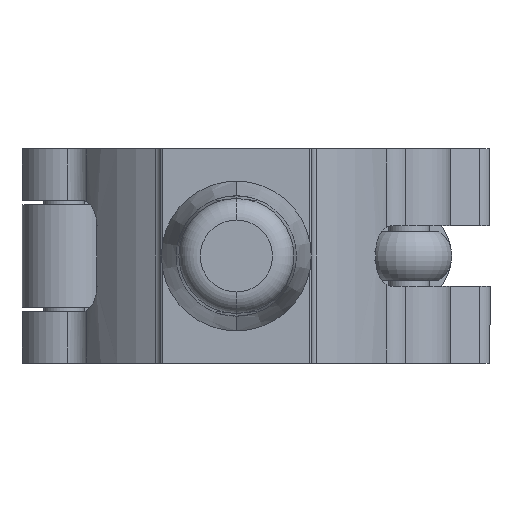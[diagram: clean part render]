
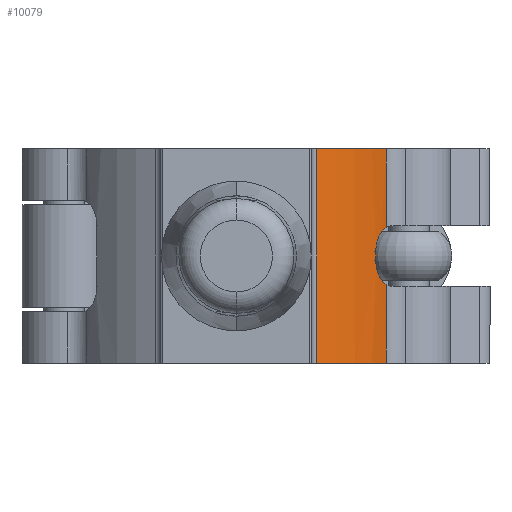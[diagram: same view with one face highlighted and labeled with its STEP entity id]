
A CAD part, front view. The second image highlights one B-rep face of the part: STEP entity #10079.
In plain terms, the highlighted cylindrical face has radius 41.599 mm (diameter 83.199 mm), a partial arc.
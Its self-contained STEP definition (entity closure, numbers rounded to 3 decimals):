
#248 = VECTOR ( 'NONE', #3712, 1000. ) ;
#261 = VERTEX_POINT ( 'NONE', #12549 ) ;
#308 = CIRCLE ( 'NONE', #1910, 41.599 ) ;
#483 = VERTEX_POINT ( 'NONE', #1663 ) ;
#509 = CARTESIAN_POINT ( 'NONE',  ( -18.726, 12.453, 24.95 ) ) ;
#519 = VERTEX_POINT ( 'NONE', #13065 ) ;
#806 = CARTESIAN_POINT ( 'NONE',  ( -34.873, 26.92, 6.661 ) ) ;
#825 = DIRECTION ( 'NONE',  ( -1., 0., 0. ) ) ;
#830 = CARTESIAN_POINT ( 'NONE',  ( -32.731, 23.925, -3.123 ) ) ;
#854 = CARTESIAN_POINT ( 'NONE',  ( -32.509, 23.644, 1.623 ) ) ;
#870 = CARTESIAN_POINT ( 'NONE',  ( -32.975, 24.238, -3.963 ) ) ;
#911 = CARTESIAN_POINT ( 'NONE',  ( -32.554, 23.7, -2.234 ) ) ;
#927 = LINE ( 'NONE', #3996, #3695 ) ;
#1078 = CYLINDRICAL_SURFACE ( 'NONE', #2652, 41.599 ) ;
#1172 = CARTESIAN_POINT ( 'NONE',  ( -34.873, 26.92, 24.95 ) ) ;
#1320 = CARTESIAN_POINT ( 'NONE',  ( 0., 49.599, 24.95 ) ) ;
#1366 = DIRECTION ( 'NONE',  ( -1., 0., 0. ) ) ;
#1663 = CARTESIAN_POINT ( 'NONE',  ( -32.494, 23.625, -1. ) ) ;
#1863 = CARTESIAN_POINT ( 'NONE',  ( -33.076, 24.37, 4.236 ) ) ;
#1910 = AXIS2_PLACEMENT_3D ( 'NONE', #8717, #5649, #12847 ) ;
#2013 = ORIENTED_EDGE ( 'NONE', *, *, #9741, .T. ) ;
#2216 = LINE ( 'NONE', #4703, #248 ) ;
#2642 = EDGE_CURVE ( 'NONE', #261, #519, #12440, .T. ) ;
#2652 = AXIS2_PLACEMENT_3D ( 'NONE', #1320, #3356, #1366 ) ;
#2894 = CARTESIAN_POINT ( 'NONE',  ( -32.615, 23.777, 2.542 ) ) ;
#3002 = CARTESIAN_POINT ( 'NONE',  ( -34.873, 26.92, -6.661 ) ) ;
#3054 = CARTESIAN_POINT ( 'NONE',  ( -33.412, 24.816, -4.971 ) ) ;
#3356 = DIRECTION ( 'NONE',  ( 0., 0., -1. ) ) ;
#3695 = VECTOR ( 'NONE', #13350, 1000. ) ;
#3712 = DIRECTION ( 'NONE',  ( 0., 0., -1. ) ) ;
#3831 = FACE_OUTER_BOUND ( 'NONE', #7828, .T. ) ;
#3996 = CARTESIAN_POINT ( 'NONE',  ( -18.726, 12.453, 24.95 ) ) ;
#4061 = EDGE_CURVE ( 'NONE', #13107, #12533, #927, .T. ) ;
#4478 = DIRECTION ( 'NONE',  ( 0., 0., 1. ) ) ;
#4703 = CARTESIAN_POINT ( 'NONE',  ( -34.873, 26.92, 24.95 ) ) ;
#4992 = CARTESIAN_POINT ( 'NONE',  ( -34.712, 26.672, -6.56 ) ) ;
#5016 = CARTESIAN_POINT ( 'NONE',  ( -32.57, 23.72, 2.237 ) ) ;
#5126 = CARTESIAN_POINT ( 'NONE',  ( -33.072, 24.365, -4.227 ) ) ;
#5302 = VERTEX_POINT ( 'NONE', #11865 ) ;
#5321 = DIRECTION ( 'NONE',  ( 0., 0., -1. ) ) ;
#5511 = VECTOR ( 'NONE', #5321, 1000. ) ;
#5649 = DIRECTION ( 'NONE',  ( 0., 0., 1. ) ) ;
#5658 = CIRCLE ( 'NONE', #7270, 41.599 ) ;
#5848 = CARTESIAN_POINT ( 'NONE',  ( -34.873, 26.92, -24.95 ) ) ;
#5855 = CARTESIAN_POINT ( 'NONE',  ( -32.494, 23.625, 1. ) ) ;
#5896 = CARTESIAN_POINT ( 'NONE',  ( -33.809, 25.36, 5.618 ) ) ;
#5917 = CARTESIAN_POINT ( 'NONE',  ( 0., 49.599, -24.95 ) ) ;
#5968 = DIRECTION ( 'NONE',  ( 0., 0., 1. ) ) ;
#6103 = CARTESIAN_POINT ( 'NONE',  ( -33.805, 25.355, -5.612 ) ) ;
#6692 = CARTESIAN_POINT ( 'NONE',  ( -34.873, 26.92, 24.95 ) ) ;
#7001 = CARTESIAN_POINT ( 'NONE',  ( -34.243, 25.973, 6.172 ) ) ;
#7042 = CARTESIAN_POINT ( 'NONE',  ( -34.551, 26.424, 6.458 ) ) ;
#7062 = CARTESIAN_POINT ( 'NONE',  ( -34.554, 26.434, -6.437 ) ) ;
#7159 = CARTESIAN_POINT ( 'NONE',  ( -34.092, 25.761, -5.981 ) ) ;
#7183 = CARTESIAN_POINT ( 'NONE',  ( -18.726, 12.453, -24.95 ) ) ;
#7225 = ORIENTED_EDGE ( 'NONE', *, *, #11950, .T. ) ;
#7270 = AXIS2_PLACEMENT_3D ( 'NONE', #5917, #5968, #825 ) ;
#7331 = EDGE_CURVE ( 'NONE', #5302, #8372, #7962, .T. ) ;
#7385 = LINE ( 'NONE', #12732, #9988 ) ;
#7480 = ORIENTED_EDGE ( 'NONE', *, *, #10663, .T. ) ;
#7561 = B_SPLINE_CURVE_WITH_KNOTS ( 'NONE', 3,
 ( #11510, #12553, #911, #830, #13348, #870, #5126, #9133, #3054, #8215, #6103, #7159, #9086, #7062, #4992, #3002 ),
 .UNSPECIFIED., .F., .F.,
 ( 4, 2, 2, 2, 2, 2, 2, 4 ),
 ( 0., 0.002, 0.003, 0.004, 0.005, 0.006, 0.006, 0.007 ),
 .UNSPECIFIED. ) ;
#7828 = EDGE_LOOP ( 'NONE', ( #12100, #2013, #12716, #7225, #12260, #12889, #7480, #8929 ) ) ;
#7962 = LINE ( 'NONE', #1172, #5511 ) ;
#8056 = CARTESIAN_POINT ( 'NONE',  ( -33.295, 24.659, 4.739 ) ) ;
#8215 = CARTESIAN_POINT ( 'NONE',  ( -33.669, 25.166, -5.41 ) ) ;
#8372 = VERTEX_POINT ( 'NONE', #5848 ) ;
#8717 = CARTESIAN_POINT ( 'NONE',  ( 0., 49.599, 24.95 ) ) ;
#8929 = ORIENTED_EDGE ( 'NONE', *, *, #2642, .T. ) ;
#8979 = CARTESIAN_POINT ( 'NONE',  ( -33.414, 24.819, 4.974 ) ) ;
#9018 = CARTESIAN_POINT ( 'NONE',  ( -32.733, 23.927, 3.131 ) ) ;
#9086 = CARTESIAN_POINT ( 'NONE',  ( -34.245, 25.979, -6.148 ) ) ;
#9112 = CARTESIAN_POINT ( 'NONE',  ( -32.806, 24.019, 3.416 ) ) ;
#9133 = CARTESIAN_POINT ( 'NONE',  ( -33.291, 24.654, -4.731 ) ) ;
#9145 = VERTEX_POINT ( 'NONE', #6692 ) ;
#9741 = EDGE_CURVE ( 'NONE', #483, #5302, #7561, .T. ) ;
#9988 = VECTOR ( 'NONE', #4478, 1000. ) ;
#10054 = CARTESIAN_POINT ( 'NONE',  ( -32.976, 24.24, 3.967 ) ) ;
#10079 = ADVANCED_FACE ( 'NONE', ( #3831 ), #1078, .T. ) ;
#10663 = EDGE_CURVE ( 'NONE', #9145, #261, #2216, .T. ) ;
#10680 = EDGE_CURVE ( 'NONE', #483, #519, #7385, .T. ) ;
#11202 = CARTESIAN_POINT ( 'NONE',  ( -32.494, 23.625, 1.313 ) ) ;
#11510 = CARTESIAN_POINT ( 'NONE',  ( -32.494, 23.625, -1. ) ) ;
#11865 = CARTESIAN_POINT ( 'NONE',  ( -34.873, 26.92, -6.661 ) ) ;
#11950 = EDGE_CURVE ( 'NONE', #8372, #12533, #5658, .T. ) ;
#12100 = ORIENTED_EDGE ( 'NONE', *, *, #10680, .F. ) ;
#12260 = ORIENTED_EDGE ( 'NONE', *, *, #4061, .F. ) ;
#12276 = EDGE_CURVE ( 'NONE', #9145, #13107, #308, .T. ) ;
#12440 = B_SPLINE_CURVE_WITH_KNOTS ( 'NONE', 3,
 ( #806, #7042, #7001, #5896, #13190, #8979, #8056, #1863, #10054, #9112, #9018, #2894, #5016, #854, #11202, #5855 ),
 .UNSPECIFIED., .F., .F.,
 ( 4, 2, 2, 2, 2, 2, 2, 4 ),
 ( 0., 0.002, 0.003, 0.004, 0.005, 0.006, 0.006, 0.007 ),
 .UNSPECIFIED. ) ;
#12533 = VERTEX_POINT ( 'NONE', #7183 ) ;
#12549 = CARTESIAN_POINT ( 'NONE',  ( -34.873, 26.92, 6.661 ) ) ;
#12553 = CARTESIAN_POINT ( 'NONE',  ( -32.494, 23.625, -1.625 ) ) ;
#12716 = ORIENTED_EDGE ( 'NONE', *, *, #7331, .T. ) ;
#12732 = CARTESIAN_POINT ( 'NONE',  ( -32.494, 23.625, -7. ) ) ;
#12847 = DIRECTION ( 'NONE',  ( -1., 0., 0. ) ) ;
#12889 = ORIENTED_EDGE ( 'NONE', *, *, #12276, .F. ) ;
#13065 = CARTESIAN_POINT ( 'NONE',  ( -32.494, 23.625, 1. ) ) ;
#13107 = VERTEX_POINT ( 'NONE', #509 ) ;
#13190 = CARTESIAN_POINT ( 'NONE',  ( -33.67, 25.168, 5.413 ) ) ;
#13348 = CARTESIAN_POINT ( 'NONE',  ( -32.805, 24.018, -3.412 ) ) ;
#13350 = DIRECTION ( 'NONE',  ( 0., 0., -1. ) ) ;
